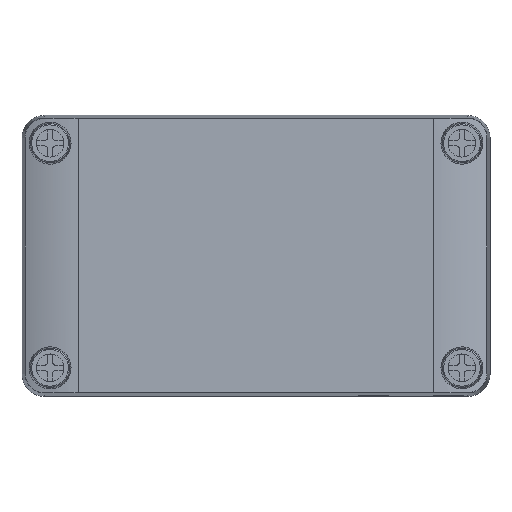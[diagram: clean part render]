
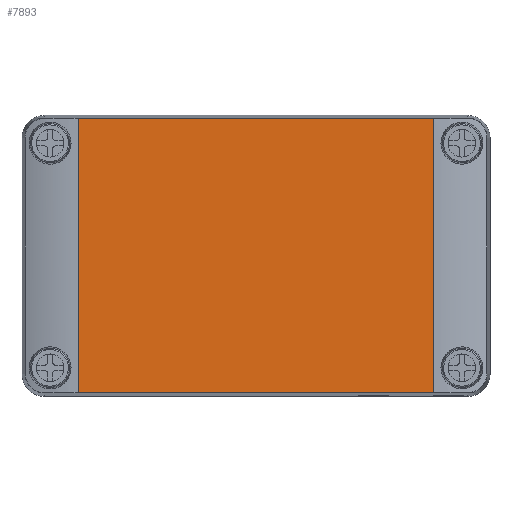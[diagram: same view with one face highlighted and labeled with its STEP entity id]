
A CAD part, top view. The second image highlights one B-rep face of the part: STEP entity #7893.
In plain terms, the highlighted planar face has unit normal (0, 0, 1).
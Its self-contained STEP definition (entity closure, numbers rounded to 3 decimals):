
#7873=AXIS2_PLACEMENT_3D('Plane Axis2P3D',#7870,#7871,#7872) ;
#7376=CARTESIAN_POINT('Vertex',(110.,0.873,100.)) ;
#7381=CARTESIAN_POINT('Line Origine',(62.5,0.873,100.)) ;
#7385=CARTESIAN_POINT('Vertex',(15.,0.873,100.)) ;
#7652=CARTESIAN_POINT('Vertex',(110.,74.127,100.)) ;
#7657=CARTESIAN_POINT('Line Origine',(110.,0.,100.)) ;
#7870=CARTESIAN_POINT('Axis2P3D Location',(15.,0.,100.)) ;
#7875=CARTESIAN_POINT('Line Origine',(62.5,74.127,100.)) ;
#7879=CARTESIAN_POINT('Vertex',(15.,74.127,100.)) ;
#7882=CARTESIAN_POINT('Line Origine',(15.,37.5,100.)) ;
#7382=DIRECTION('Vector Direction',(1.,0.,0.)) ;
#7658=DIRECTION('Vector Direction',(0.,1.,0.)) ;
#7871=DIRECTION('Axis2P3D Direction',(0.,-0.,1.)) ;
#7872=DIRECTION('Axis2P3D XDirection',(1.,0.,0.)) ;
#7876=DIRECTION('Vector Direction',(1.,0.,0.)) ;
#7883=DIRECTION('Vector Direction',(0.,1.,0.)) ;
#7383=VECTOR('Line Direction',#7382,1.) ;
#7659=VECTOR('Line Direction',#7658,1.) ;
#7877=VECTOR('Line Direction',#7876,1.) ;
#7884=VECTOR('Line Direction',#7883,1.) ;
#7888=ORIENTED_EDGE('',*,*,#7661,.T.) ;
#7889=ORIENTED_EDGE('',*,*,#7881,.F.) ;
#7890=ORIENTED_EDGE('',*,*,#7886,.F.) ;
#7891=ORIENTED_EDGE('',*,*,#7387,.T.) ;
#7893=ADVANCED_FACE('DE_MPC_07-12-10\\MANIFOLD_SOLID_BREP #47377',(#7892),#7874,.T.) ;
#7387=EDGE_CURVE('',#7386,#7377,#7384,.T.) ;
#7661=EDGE_CURVE('',#7377,#7653,#7660,.T.) ;
#7881=EDGE_CURVE('',#7880,#7653,#7878,.T.) ;
#7886=EDGE_CURVE('',#7386,#7880,#7885,.T.) ;
#7887=EDGE_LOOP('',(#7888,#7889,#7890,#7891)) ;
#7892=FACE_OUTER_BOUND('',#7887,.T.) ;
#7384=LINE('Line',#7381,#7383) ;
#7660=LINE('Line',#7657,#7659) ;
#7878=LINE('Line',#7875,#7877) ;
#7885=LINE('Line',#7882,#7884) ;
#7874=PLANE('',#7873) ;
#7377=VERTEX_POINT('',#7376) ;
#7386=VERTEX_POINT('',#7385) ;
#7653=VERTEX_POINT('',#7652) ;
#7880=VERTEX_POINT('',#7879) ;
